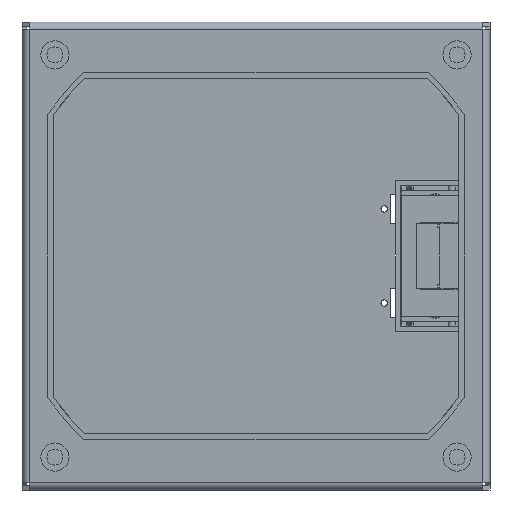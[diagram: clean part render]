
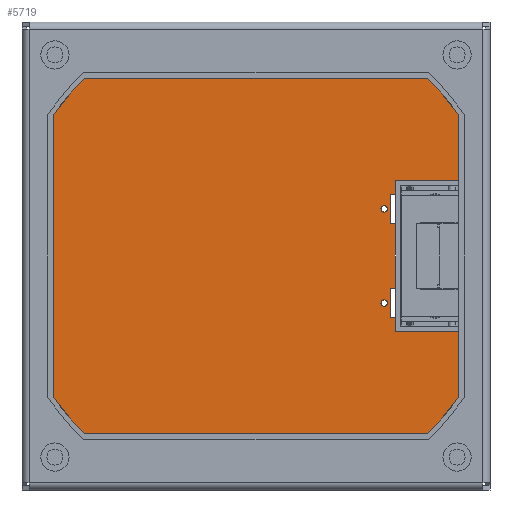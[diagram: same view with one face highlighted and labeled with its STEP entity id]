
A CAD part, front view. The second image highlights one B-rep face of the part: STEP entity #5719.
In plain terms, the highlighted planar face has unit normal (0, -1, 0).
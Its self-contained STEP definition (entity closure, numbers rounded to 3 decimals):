
#4466=DIRECTION('',(1.,0.,0.));
#4467=VECTOR('',#4466,59.3);
#4468=CARTESIAN_POINT('',(34.2,0.,-93.5));
#4469=LINE('',#4468,#4467);
#4552=DIRECTION('',(1.,0.,0.));
#4553=VECTOR('',#4552,2.05);
#4554=CARTESIAN_POINT('',(-34.2,0.,-92.4));
#4555=LINE('',#4554,#4553);
#4560=DIRECTION('',(0.,0.,-1.));
#4561=VECTOR('',#4560,33.1);
#4562=CARTESIAN_POINT('',(-32.15,0.,-59.3));
#4563=LINE('',#4562,#4561);
#4564=DIRECTION('',(0.,0.,-1.));
#4565=VECTOR('',#4564,1.1);
#4566=CARTESIAN_POINT('',(-34.2,0.,-92.4));
#4567=LINE('',#4566,#4565);
#4568=DIRECTION('',(-1.,0.,0.));
#4569=VECTOR('',#4568,5.95);
#4570=CARTESIAN_POINT('',(32.15,0.,-59.3));
#4571=LINE('',#4570,#4569);
#4572=DIRECTION('',(0.,0.,1.));
#4573=VECTOR('',#4572,2.2);
#4574=CARTESIAN_POINT('',(26.2,0.,-59.3));
#4575=LINE('',#4574,#4573);
#4576=DIRECTION('',(-1.,0.,0.));
#4577=VECTOR('',#4576,12.4);
#4578=CARTESIAN_POINT('',(26.2,0.,-57.1));
#4579=LINE('',#4578,#4577);
#4580=DIRECTION('',(0.,0.,-1.));
#4581=VECTOR('',#4580,2.2);
#4582=CARTESIAN_POINT('',(13.8,0.,-57.1));
#4583=LINE('',#4582,#4581);
#4584=DIRECTION('',(-1.,0.,0.));
#4585=VECTOR('',#4584,27.6);
#4586=CARTESIAN_POINT('',(13.8,0.,-59.3));
#4587=LINE('',#4586,#4585);
#4588=DIRECTION('',(0.,0.,1.));
#4589=VECTOR('',#4588,2.2);
#4590=CARTESIAN_POINT('',(-13.8,0.,-59.3));
#4591=LINE('',#4590,#4589);
#4592=DIRECTION('',(-1.,0.,0.));
#4593=VECTOR('',#4592,12.4);
#4594=CARTESIAN_POINT('',(-13.8,0.,-57.1));
#4595=LINE('',#4594,#4593);
#4596=DIRECTION('',(0.,0.,-1.));
#4597=VECTOR('',#4596,2.2);
#4598=CARTESIAN_POINT('',(-26.2,0.,-57.1));
#4599=LINE('',#4598,#4597);
#4600=DIRECTION('',(-1.,0.,0.));
#4601=VECTOR('',#4600,5.95);
#4602=CARTESIAN_POINT('',(-26.2,0.,-59.3));
#4603=LINE('',#4602,#4601);
#4604=CARTESIAN_POINT('',(20.,0.,-54.5));
#4605=DIRECTION('',(0.,-1.,0.));
#4606=DIRECTION('',(-1.,0.,0.));
#4607=AXIS2_PLACEMENT_3D('',#4604,#4605,#4606);
#4609=CARTESIAN_POINT('',(20.,0.,-54.5));
#4610=DIRECTION('',(0.,-1.,0.));
#4611=DIRECTION('',(1.,0.,0.));
#4612=AXIS2_PLACEMENT_3D('',#4609,#4610,#4611);
#4614=CARTESIAN_POINT('',(-20.,0.,-54.5));
#4615=DIRECTION('',(0.,-1.,0.));
#4616=DIRECTION('',(-1.,0.,0.));
#4617=AXIS2_PLACEMENT_3D('',#4614,#4615,#4616);
#4619=CARTESIAN_POINT('',(-20.,0.,-54.5));
#4620=DIRECTION('',(0.,-1.,0.));
#4621=DIRECTION('',(1.,0.,0.));
#4622=AXIS2_PLACEMENT_3D('',#4619,#4620,#4621);
#4650=DIRECTION('',(1.,0.,0.));
#4651=VECTOR('',#4650,59.3);
#4652=CARTESIAN_POINT('',(-93.5,0.,-93.5));
#4653=LINE('',#4652,#4651);
#4766=DIRECTION('',(0.,0.,-1.));
#4767=VECTOR('',#4766,187.);
#4768=CARTESIAN_POINT('',(-93.5,0.,93.5));
#4769=LINE('',#4768,#4767);
#4854=DIRECTION('',(-1.,0.,0.));
#4855=VECTOR('',#4854,187.);
#4856=CARTESIAN_POINT('',(93.5,0.,93.5));
#4857=LINE('',#4856,#4855);
#4942=DIRECTION('',(0.,0.,1.));
#4943=VECTOR('',#4942,187.);
#4944=CARTESIAN_POINT('',(93.5,0.,-93.5));
#4945=LINE('',#4944,#4943);
#5060=DIRECTION('',(0.,0.,-1.));
#5061=VECTOR('',#5060,1.1);
#5062=CARTESIAN_POINT('',(34.2,0.,-92.4));
#5063=LINE('',#5062,#5061);
#5068=DIRECTION('',(1.,0.,0.));
#5069=VECTOR('',#5068,2.05);
#5070=CARTESIAN_POINT('',(32.15,0.,-92.4));
#5071=LINE('',#5070,#5069);
#5080=DIRECTION('',(0.,0.,-1.));
#5081=VECTOR('',#5080,33.1);
#5082=CARTESIAN_POINT('',(32.15,0.,-59.3));
#5083=LINE('',#5082,#5081);
#5214=CARTESIAN_POINT('',(93.5,0.,-93.5));
#5215=VERTEX_POINT('',#5214);
#5218=CARTESIAN_POINT('',(34.2,0.,-93.5));
#5219=VERTEX_POINT('',#5218);
#5236=CARTESIAN_POINT('',(-34.2,0.,-93.5));
#5237=VERTEX_POINT('',#5236);
#5240=CARTESIAN_POINT('',(-93.5,0.,-93.5));
#5241=VERTEX_POINT('',#5240);
#5284=CARTESIAN_POINT('',(-32.15,0.,-92.4));
#5285=VERTEX_POINT('',#5284);
#5286=CARTESIAN_POINT('',(-32.15,0.,-59.3));
#5287=VERTEX_POINT('',#5286);
#5288=CARTESIAN_POINT('',(-34.2,0.,-92.4));
#5289=VERTEX_POINT('',#5288);
#5290=CARTESIAN_POINT('',(-93.5,0.,93.5));
#5291=VERTEX_POINT('',#5290);
#5292=CARTESIAN_POINT('',(93.5,0.,93.5));
#5293=VERTEX_POINT('',#5292);
#5294=CARTESIAN_POINT('',(34.2,0.,-92.4));
#5295=VERTEX_POINT('',#5294);
#5296=CARTESIAN_POINT('',(32.15,0.,-92.4));
#5297=VERTEX_POINT('',#5296);
#5298=CARTESIAN_POINT('',(32.15,0.,-59.3));
#5299=VERTEX_POINT('',#5298);
#5300=CARTESIAN_POINT('',(26.2,0.,-59.3));
#5301=VERTEX_POINT('',#5300);
#5302=CARTESIAN_POINT('',(26.2,0.,-57.1));
#5303=VERTEX_POINT('',#5302);
#5304=CARTESIAN_POINT('',(13.8,0.,-57.1));
#5305=VERTEX_POINT('',#5304);
#5306=CARTESIAN_POINT('',(13.8,0.,-59.3));
#5307=VERTEX_POINT('',#5306);
#5308=CARTESIAN_POINT('',(-13.8,0.,-59.3));
#5309=VERTEX_POINT('',#5308);
#5310=CARTESIAN_POINT('',(-13.8,0.,-57.1));
#5311=VERTEX_POINT('',#5310);
#5312=CARTESIAN_POINT('',(-26.2,0.,-57.1));
#5313=VERTEX_POINT('',#5312);
#5314=CARTESIAN_POINT('',(-26.2,0.,-59.3));
#5315=VERTEX_POINT('',#5314);
#5316=CARTESIAN_POINT('',(18.65,0.,-54.5));
#5317=CARTESIAN_POINT('',(21.35,0.,-54.5));
#5318=VERTEX_POINT('',#5316);
#5319=VERTEX_POINT('',#5317);
#5320=CARTESIAN_POINT('',(-21.35,0.,-54.5));
#5321=CARTESIAN_POINT('',(-18.65,0.,-54.5));
#5322=VERTEX_POINT('',#5320);
#5323=VERTEX_POINT('',#5321);
#5663=CARTESIAN_POINT('',(0.,0.,0.));
#5664=DIRECTION('',(0.,1.,0.));
#5665=DIRECTION('',(1.,0.,0.));
#5666=AXIS2_PLACEMENT_3D('',#5663,#5664,#5665);
#5667=PLANE('',#5666);
#5668=ORIENTED_EDGE('',*,*,#5641,.T.);
#5669=ORIENTED_EDGE('',*,*,#5654,.F.);
#5671=ORIENTED_EDGE('',*,*,#5670,.T.);
#5673=ORIENTED_EDGE('',*,*,#5672,.F.);
#5675=ORIENTED_EDGE('',*,*,#5674,.F.);
#5677=ORIENTED_EDGE('',*,*,#5676,.F.);
#5679=ORIENTED_EDGE('',*,*,#5678,.F.);
#5680=ORIENTED_EDGE('',*,*,#5525,.F.);
#5682=ORIENTED_EDGE('',*,*,#5681,.F.);
#5684=ORIENTED_EDGE('',*,*,#5683,.F.);
#5686=ORIENTED_EDGE('',*,*,#5685,.F.);
#5688=ORIENTED_EDGE('',*,*,#5687,.T.);
#5690=ORIENTED_EDGE('',*,*,#5689,.T.);
#5692=ORIENTED_EDGE('',*,*,#5691,.T.);
#5694=ORIENTED_EDGE('',*,*,#5693,.T.);
#5696=ORIENTED_EDGE('',*,*,#5695,.T.);
#5698=ORIENTED_EDGE('',*,*,#5697,.T.);
#5700=ORIENTED_EDGE('',*,*,#5699,.T.);
#5702=ORIENTED_EDGE('',*,*,#5701,.T.);
#5704=ORIENTED_EDGE('',*,*,#5703,.T.);
#5705=EDGE_LOOP('',(#5668,#5669,#5671,#5673,#5675,#5677,#5679,#5680,#5682,#5684,
#5686,#5688,#5690,#5692,#5694,#5696,#5698,#5700,#5702,#5704));
#5706=FACE_OUTER_BOUND('',#5705,.F.);
#5708=ORIENTED_EDGE('',*,*,#5707,.T.);
#5710=ORIENTED_EDGE('',*,*,#5709,.T.);
#5711=EDGE_LOOP('',(#5708,#5710));
#5712=FACE_BOUND('',#5711,.F.);
#5714=ORIENTED_EDGE('',*,*,#5713,.T.);
#5716=ORIENTED_EDGE('',*,*,#5715,.T.);
#5717=EDGE_LOOP('',(#5714,#5716));
#5718=FACE_BOUND('',#5717,.F.);
#4608=CIRCLE('',#4607,1.35);
#4613=CIRCLE('',#4612,1.35);
#4618=CIRCLE('',#4617,1.35);
#4623=CIRCLE('',#4622,1.35);
#5525=EDGE_CURVE('',#5219,#5215,#4469,.T.);
#5641=EDGE_CURVE('',#5287,#5285,#4563,.T.);
#5654=EDGE_CURVE('',#5289,#5285,#4555,.T.);
#5670=EDGE_CURVE('',#5289,#5237,#4567,.T.);
#5672=EDGE_CURVE('',#5241,#5237,#4653,.T.);
#5674=EDGE_CURVE('',#5291,#5241,#4769,.T.);
#5676=EDGE_CURVE('',#5293,#5291,#4857,.T.);
#5678=EDGE_CURVE('',#5215,#5293,#4945,.T.);
#5681=EDGE_CURVE('',#5295,#5219,#5063,.T.);
#5683=EDGE_CURVE('',#5297,#5295,#5071,.T.);
#5685=EDGE_CURVE('',#5299,#5297,#5083,.T.);
#5687=EDGE_CURVE('',#5299,#5301,#4571,.T.);
#5689=EDGE_CURVE('',#5301,#5303,#4575,.T.);
#5691=EDGE_CURVE('',#5303,#5305,#4579,.T.);
#5693=EDGE_CURVE('',#5305,#5307,#4583,.T.);
#5695=EDGE_CURVE('',#5307,#5309,#4587,.T.);
#5697=EDGE_CURVE('',#5309,#5311,#4591,.T.);
#5699=EDGE_CURVE('',#5311,#5313,#4595,.T.);
#5701=EDGE_CURVE('',#5313,#5315,#4599,.T.);
#5703=EDGE_CURVE('',#5315,#5287,#4603,.T.);
#5707=EDGE_CURVE('',#5318,#5319,#4608,.T.);
#5709=EDGE_CURVE('',#5319,#5318,#4613,.T.);
#5713=EDGE_CURVE('',#5322,#5323,#4618,.T.);
#5715=EDGE_CURVE('',#5323,#5322,#4623,.T.);
#5719=ADVANCED_FACE('',(#5706,#5712,#5718),#5667,.F.);
